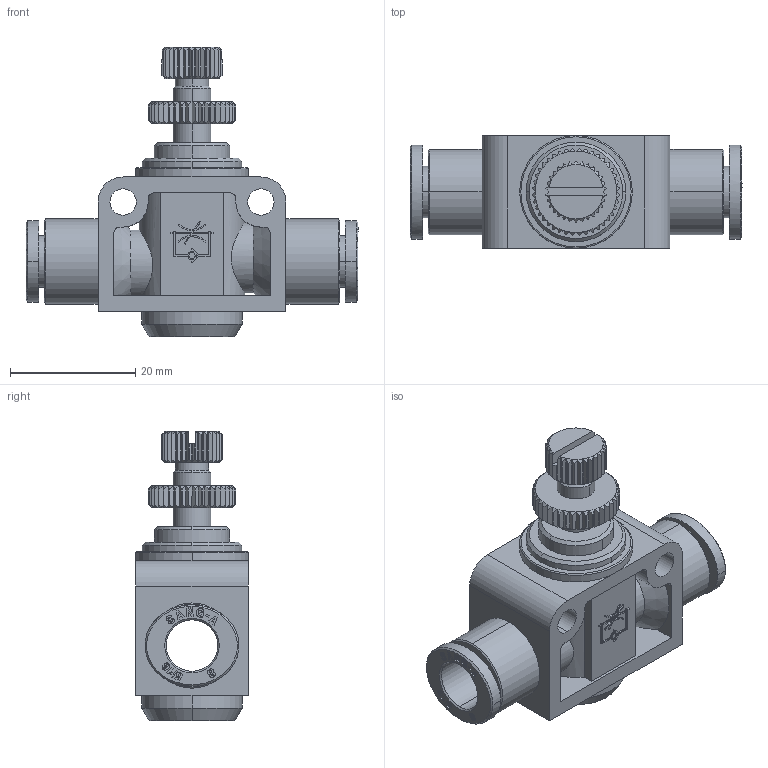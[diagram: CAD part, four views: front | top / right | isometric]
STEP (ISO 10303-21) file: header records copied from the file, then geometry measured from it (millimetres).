
FILE_DESCRIPTION (( 'STEP AP214' ), '1' );
FILE_NAME ('NSF08.STEP', '2016-04-22T08:27:39', ( 'Gebruiker' ), ( '' ), 'SwSTEP 2.0', 'SolidWorks 2016', '' );
FILE_SCHEMA (( 'AUTOMOTIVE_DESIGN' ));
Length unit declared in the file: millimetre
Products named in the file (1): NSF08
Bounding box: 53 x 18 x 46.2 mm (x, y, z)
Surface area: 7437.3 mm2 (no closed solid volume)
Topology: 0 solids, 3 shells, 974 faces, 3368 edges, 2255 vertices
Faces by surface type: plane 616, cylinder 194, cone 104, bspline 58, torus 2
Entity records: 49359 total; most frequent: CARTESIAN_POINT 11160, ORIENTED_EDGE 5765, DIRECTION 5099, EDGE_CURVE 3368, VECTOR 2399, LINE 2399, VERTEX_POINT 2255, AXIS2_PLACEMENT_3D 1350
